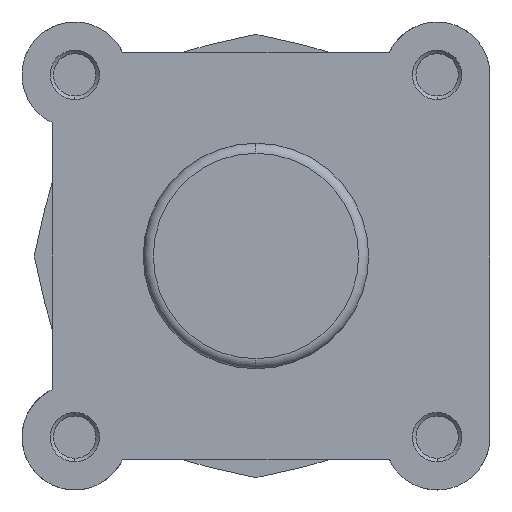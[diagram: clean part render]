
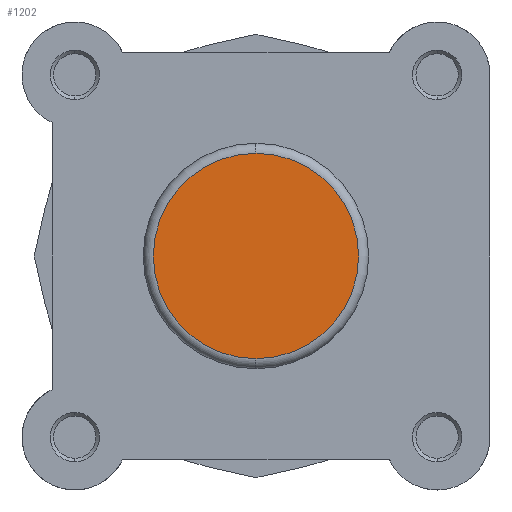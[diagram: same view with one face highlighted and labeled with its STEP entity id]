
A CAD part, left-side view. The second image highlights one B-rep face of the part: STEP entity #1202.
In plain terms, the highlighted planar face has unit normal (-1, 0, 0).
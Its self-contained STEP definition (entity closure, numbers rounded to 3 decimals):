
#512 = AXIS2_PLACEMENT_3D ( 'NONE', #3774, #3777, #3778 ) ;
#540 = AXIS2_PLACEMENT_3D ( 'NONE', #3887, #3893, #3894 ) ;
#584 = ORIENTED_EDGE ( 'NONE', *, *, #2246, .T. ) ;
#586 = ORIENTED_EDGE ( 'NONE', *, *, #2283, .T. ) ;
#737 = EDGE_LOOP ( 'NONE', ( #584, #586 ) ) ;
#1202 = ADVANCED_FACE ( 'NONE', ( #4485 ), #3775, .F. ) ;
#1231 = AXIS2_PLACEMENT_3D ( 'NONE', #3991, #3993, #3994 ) ;
#1671 = CARTESIAN_POINT ( 'NONE',  ( 0., 0., -20.4 ) ) ;
#1728 = CARTESIAN_POINT ( 'NONE',  ( 0., 0., 20.4 ) ) ;
#2246 = EDGE_CURVE ( 'NONE', #2539, #2596, #4571, .T. ) ;
#2283 = EDGE_CURVE ( 'NONE', #2596, #2539, #4620, .T. ) ;
#2539 = VERTEX_POINT ( 'NONE', #1671 ) ;
#2596 = VERTEX_POINT ( 'NONE', #1728 ) ;
#3774 = CARTESIAN_POINT ( 'NONE',  ( 0., 0., 0. ) ) ;
#3775 = PLANE ( 'NONE',  #512 ) ;
#3777 = DIRECTION ( 'NONE',  ( 1., 0., 0. ) ) ;
#3778 = DIRECTION ( 'NONE',  ( 0., 0., -1. ) ) ;
#3887 = CARTESIAN_POINT ( 'NONE',  ( 0., 0., 0. ) ) ;
#3893 = DIRECTION ( 'NONE',  ( -1., 0., 0. ) ) ;
#3894 = DIRECTION ( 'NONE',  ( 0., 0., -1. ) ) ;
#3991 = CARTESIAN_POINT ( 'NONE',  ( 0., 0., 0. ) ) ;
#3993 = DIRECTION ( 'NONE',  ( -1., 0., 0. ) ) ;
#3994 = DIRECTION ( 'NONE',  ( 0., 0., -1. ) ) ;
#4485 = FACE_OUTER_BOUND ( 'NONE', #737, .T. ) ;
#4571 = CIRCLE ( 'NONE', #540, 20.4 ) ;
#4620 = CIRCLE ( 'NONE', #1231, 20.4 ) ;
